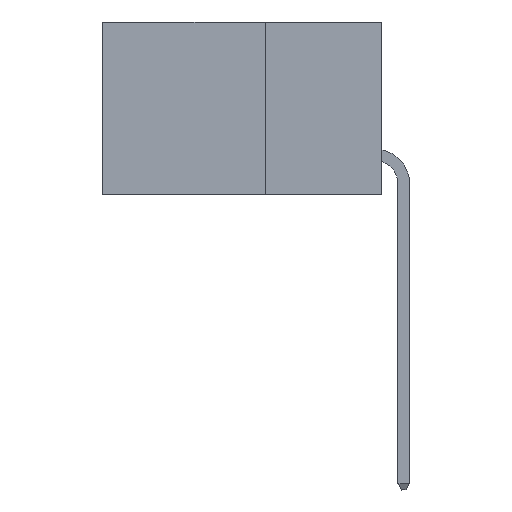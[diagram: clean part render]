
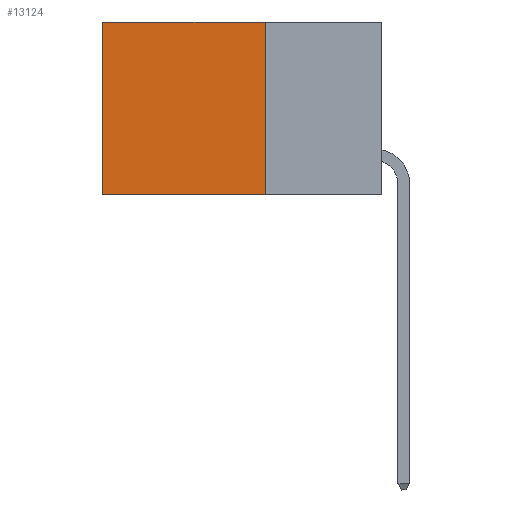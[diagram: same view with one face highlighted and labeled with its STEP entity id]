
A CAD part, left-side view. The second image highlights one B-rep face of the part: STEP entity #13124.
In plain terms, the highlighted planar face has unit normal (-1, 0, 0).
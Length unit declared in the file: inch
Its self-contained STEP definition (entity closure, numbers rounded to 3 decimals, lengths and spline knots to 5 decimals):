
#2686 = LINE ( 'NONE', #17256, #8679 ) ;
#3307 = DIRECTION ( 'NONE',  ( 0., 0., -1. ) ) ;
#3335 = CARTESIAN_POINT ( 'NONE',  ( 0.2875, 0.6, 0. ) ) ;
#4712 = ORIENTED_EDGE ( 'NONE', *, *, #22483, .F. ) ;
#5419 = CARTESIAN_POINT ( 'NONE',  ( 0.2875, 0.25, -0.37 ) ) ;
#6137 = VECTOR ( 'NONE', #11882, 39.37008 ) ;
#8387 = ORIENTED_EDGE ( 'NONE', *, *, #27631, .T. ) ;
#8679 = VECTOR ( 'NONE', #14385, 39.37008 ) ;
#8705 = FACE_OUTER_BOUND ( 'NONE', #23649, .T. ) ;
#9628 = VECTOR ( 'NONE', #33223, 39.37008 ) ;
#10021 = CARTESIAN_POINT ( 'NONE',  ( 0.2875, 0.6, -0.37 ) ) ;
#11066 = VECTOR ( 'NONE', #15466, 39.37008 ) ;
#11439 = CARTESIAN_POINT ( 'NONE',  ( 0.2875, 0.25, 0. ) ) ;
#11882 = DIRECTION ( 'NONE',  ( 0., 1., 0. ) ) ;
#11895 = LINE ( 'NONE', #34872, #11066 ) ;
#12580 = VERTEX_POINT ( 'NONE', #10021 ) ;
#13124 = ADVANCED_FACE ( 'NONE', ( #8705 ), #27775, .F. ) ;
#13623 = EDGE_CURVE ( 'NONE', #28409, #22577, #20667, .T. ) ;
#14385 = DIRECTION ( 'NONE',  ( 0., 1., 0. ) ) ;
#14730 = LINE ( 'NONE', #3335, #9628 ) ;
#15466 = DIRECTION ( 'NONE',  ( 0., 0., -1. ) ) ;
#17256 = CARTESIAN_POINT ( 'NONE',  ( 0.2875, 0.25, -0.37 ) ) ;
#18400 = CARTESIAN_POINT ( 'NONE',  ( 0.2875, 0.6, 0. ) ) ;
#20667 = LINE ( 'NONE', #28460, #6137 ) ;
#21328 = VERTEX_POINT ( 'NONE', #5419 ) ;
#22483 = EDGE_CURVE ( 'NONE', #28409, #21328, #11895, .T. ) ;
#22577 = VERTEX_POINT ( 'NONE', #18400 ) ;
#23649 = EDGE_LOOP ( 'NONE', ( #8387, #28310, #4712, #30265 ) ) ;
#23866 = CARTESIAN_POINT ( 'NONE',  ( 0.2875, 0.25, 0. ) ) ;
#27290 = AXIS2_PLACEMENT_3D ( 'NONE', #11439, #30504, #3307 ) ;
#27631 = EDGE_CURVE ( 'NONE', #22577, #12580, #14730, .T. ) ;
#27775 = PLANE ( 'NONE',  #27290 ) ;
#28310 = ORIENTED_EDGE ( 'NONE', *, *, #28699, .F. ) ;
#28409 = VERTEX_POINT ( 'NONE', #23866 ) ;
#28460 = CARTESIAN_POINT ( 'NONE',  ( 0.2875, 0.25, 0. ) ) ;
#28699 = EDGE_CURVE ( 'NONE', #21328, #12580, #2686, .T. ) ;
#30265 = ORIENTED_EDGE ( 'NONE', *, *, #13623, .T. ) ;
#30504 = DIRECTION ( 'NONE',  ( 1., 0., 0. ) ) ;
#33223 = DIRECTION ( 'NONE',  ( 0., 0., -1. ) ) ;
#34872 = CARTESIAN_POINT ( 'NONE',  ( 0.2875, 0.25, 0. ) ) ;
